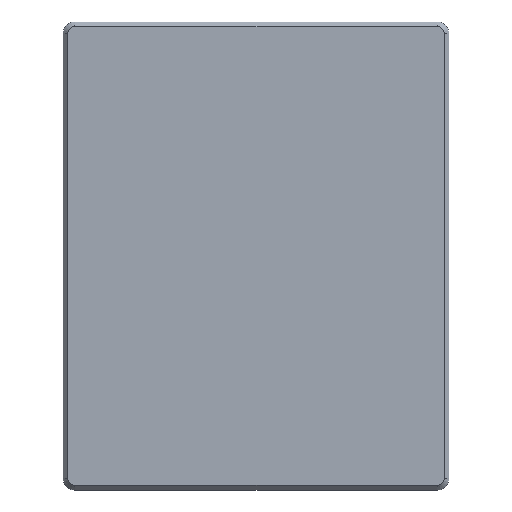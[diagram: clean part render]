
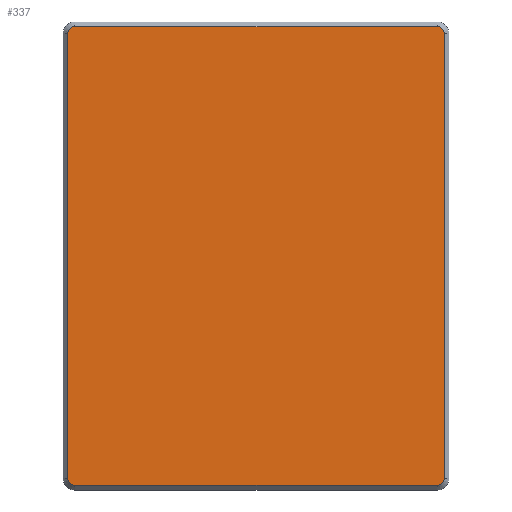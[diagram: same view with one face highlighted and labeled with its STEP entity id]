
A CAD part, top view. The second image highlights one B-rep face of the part: STEP entity #337.
In plain terms, the highlighted planar face has unit normal (0, 0, 1).
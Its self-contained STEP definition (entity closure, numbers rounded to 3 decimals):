
#19 = DIRECTION ( 'NONE',  ( -1., 0., 0. ) ) ;
#20 = DIRECTION ( 'NONE',  ( 0., -1., 0. ) ) ;
#48 = CARTESIAN_POINT ( 'NONE',  ( 31.641, -40.01, 121.069 ) ) ;
#62 = EDGE_CURVE ( 'NONE', #1363, #730, #226, .T. ) ;
#69 = DIRECTION ( 'NONE',  ( 0., 0., -1. ) ) ;
#72 = EDGE_CURVE ( 'NONE', #944, #328, #605, .T. ) ;
#153 = AXIS2_PLACEMENT_3D ( 'NONE', #1190, #69, #643 ) ;
#166 = CARTESIAN_POINT ( 'NONE',  ( 0.786, 0., 121.069 ) ) ;
#185 = EDGE_CURVE ( 'NONE', #730, #1406, #301, .T. ) ;
#187 = DIRECTION ( 'NONE',  ( -1., 0., 0. ) ) ;
#200 = DIRECTION ( 'NONE',  ( 1., 0., 0. ) ) ;
#210 = CARTESIAN_POINT ( 'NONE',  ( 31.641, 38.81, 121.069 ) ) ;
#226 = CIRCLE ( 'NONE', #925, 1.2 ) ;
#260 = VERTEX_POINT ( 'NONE', #760 ) ;
#270 = CARTESIAN_POINT ( 'NONE',  ( -32.841, 38.81, 121.069 ) ) ;
#298 = CARTESIAN_POINT ( 'NONE',  ( -31.641, 38.81, 121.069 ) ) ;
#299 = CIRCLE ( 'NONE', #1118, 1.2 ) ;
#301 = LINE ( 'NONE', #1426, #833 ) ;
#317 = DIRECTION ( 'NONE',  ( -1., 0., 0. ) ) ;
#324 = EDGE_CURVE ( 'NONE', #328, #725, #500, .T. ) ;
#328 = VERTEX_POINT ( 'NONE', #48 ) ;
#337 = ADVANCED_FACE ( 'NONE', ( #829 ), #405, .F. ) ;
#357 = CARTESIAN_POINT ( 'NONE',  ( -31.641, -38.81, 121.069 ) ) ;
#367 = CIRCLE ( 'NONE', #858, 1.2 ) ;
#405 = PLANE ( 'NONE',  #581 ) ;
#500 = LINE ( 'NONE', #953, #1268 ) ;
#509 = VECTOR ( 'NONE', #20, 1000. ) ;
#531 = DIRECTION ( 'NONE',  ( 0., 1., 0. ) ) ;
#536 = DIRECTION ( 'NONE',  ( -1., 0., 0. ) ) ;
#563 = EDGE_CURVE ( 'NONE', #725, #933, #367, .T. ) ;
#564 = VECTOR ( 'NONE', #531, 1000. ) ;
#572 = DIRECTION ( 'NONE',  ( 0., 0., -1. ) ) ;
#581 = AXIS2_PLACEMENT_3D ( 'NONE', #166, #864, #943 ) ;
#596 = ORIENTED_EDGE ( 'NONE', *, *, #62, .F. ) ;
#605 = CIRCLE ( 'NONE', #153, 1.2 ) ;
#643 = DIRECTION ( 'NONE',  ( -1., 0., 0. ) ) ;
#692 = CARTESIAN_POINT ( 'NONE',  ( 32.841, 0., 121.069 ) ) ;
#701 = CARTESIAN_POINT ( 'NONE',  ( -31.641, 40.01, 121.069 ) ) ;
#725 = VERTEX_POINT ( 'NONE', #806 ) ;
#730 = VERTEX_POINT ( 'NONE', #701 ) ;
#750 = DIRECTION ( 'NONE',  ( 0., 0., -1. ) ) ;
#753 = ORIENTED_EDGE ( 'NONE', *, *, #1151, .F. ) ;
#760 = CARTESIAN_POINT ( 'NONE',  ( 32.841, 38.81, 121.069 ) ) ;
#806 = CARTESIAN_POINT ( 'NONE',  ( -31.641, -40.01, 121.069 ) ) ;
#829 = FACE_OUTER_BOUND ( 'NONE', #1085, .T. ) ;
#833 = VECTOR ( 'NONE', #200, 1000. ) ;
#858 = AXIS2_PLACEMENT_3D ( 'NONE', #357, #572, #19 ) ;
#864 = DIRECTION ( 'NONE',  ( 0., 0., -1. ) ) ;
#875 = LINE ( 'NONE', #1314, #564 ) ;
#908 = EDGE_CURVE ( 'NONE', #260, #944, #1344, .T. ) ;
#925 = AXIS2_PLACEMENT_3D ( 'NONE', #298, #750, #536 ) ;
#933 = VERTEX_POINT ( 'NONE', #1395 ) ;
#943 = DIRECTION ( 'NONE',  ( -1., 0., 0. ) ) ;
#944 = VERTEX_POINT ( 'NONE', #1186 ) ;
#953 = CARTESIAN_POINT ( 'NONE',  ( 0.786, -40.01, 121.069 ) ) ;
#1002 = ORIENTED_EDGE ( 'NONE', *, *, #324, .F. ) ;
#1036 = ORIENTED_EDGE ( 'NONE', *, *, #908, .F. ) ;
#1039 = ORIENTED_EDGE ( 'NONE', *, *, #72, .F. ) ;
#1069 = ORIENTED_EDGE ( 'NONE', *, *, #563, .F. ) ;
#1085 = EDGE_LOOP ( 'NONE', ( #1036, #753, #1278, #596, #1243, #1069, #1002, #1039 ) ) ;
#1118 = AXIS2_PLACEMENT_3D ( 'NONE', #210, #1414, #317 ) ;
#1148 = EDGE_CURVE ( 'NONE', #933, #1363, #875, .T. ) ;
#1151 = EDGE_CURVE ( 'NONE', #1406, #260, #299, .T. ) ;
#1167 = CARTESIAN_POINT ( 'NONE',  ( 31.641, 40.01, 121.069 ) ) ;
#1186 = CARTESIAN_POINT ( 'NONE',  ( 32.841, -38.81, 121.069 ) ) ;
#1190 = CARTESIAN_POINT ( 'NONE',  ( 31.641, -38.81, 121.069 ) ) ;
#1243 = ORIENTED_EDGE ( 'NONE', *, *, #1148, .F. ) ;
#1268 = VECTOR ( 'NONE', #187, 1000. ) ;
#1278 = ORIENTED_EDGE ( 'NONE', *, *, #185, .F. ) ;
#1314 = CARTESIAN_POINT ( 'NONE',  ( -32.841, 0., 121.069 ) ) ;
#1344 = LINE ( 'NONE', #692, #509 ) ;
#1363 = VERTEX_POINT ( 'NONE', #270 ) ;
#1395 = CARTESIAN_POINT ( 'NONE',  ( -32.841, -38.81, 121.069 ) ) ;
#1406 = VERTEX_POINT ( 'NONE', #1167 ) ;
#1414 = DIRECTION ( 'NONE',  ( 0., 0., -1. ) ) ;
#1426 = CARTESIAN_POINT ( 'NONE',  ( 0.786, 40.01, 121.069 ) ) ;
